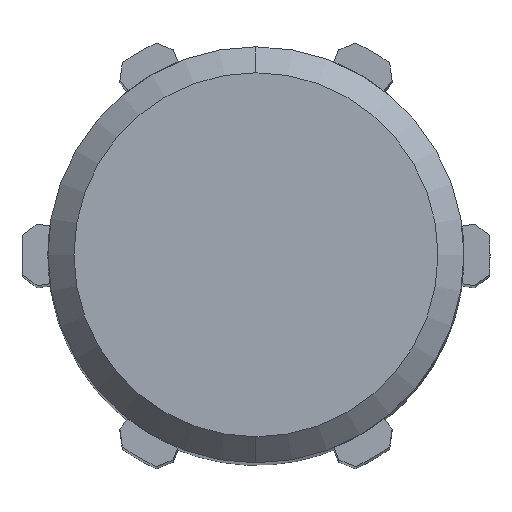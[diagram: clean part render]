
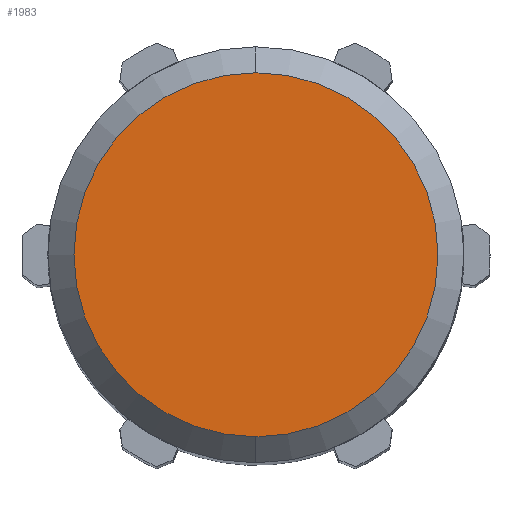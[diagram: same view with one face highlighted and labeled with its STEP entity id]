
A CAD part, top view. The second image highlights one B-rep face of the part: STEP entity #1983.
In plain terms, the highlighted planar face has unit normal (0, 0, 1).
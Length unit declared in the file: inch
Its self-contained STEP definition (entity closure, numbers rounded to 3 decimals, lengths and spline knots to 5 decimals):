
#31 = CIRCLE ( 'NONE', #800, 0.27559 ) ;
#296 = ORIENTED_EDGE ( 'NONE', *, *, #2391, .F. ) ;
#713 = VERTEX_POINT ( 'NONE', #2754 ) ;
#727 = DIRECTION ( 'NONE',  ( 0., 0., -1. ) ) ;
#800 = AXIS2_PLACEMENT_3D ( 'NONE', #2662, #727, #1600 ) ;
#917 = VERTEX_POINT ( 'NONE', #1343 ) ;
#930 = CARTESIAN_POINT ( 'NONE',  ( 0., 0., 2.24409 ) ) ;
#1054 = CIRCLE ( 'NONE', #1714, 0.27559 ) ;
#1105 = EDGE_LOOP ( 'NONE', ( #1534, #296 ) ) ;
#1153 = EDGE_CURVE ( 'NONE', #713, #917, #31, .T. ) ;
#1343 = CARTESIAN_POINT ( 'NONE',  ( 0., -0.27559, 2.24409 ) ) ;
#1534 = ORIENTED_EDGE ( 'NONE', *, *, #1153, .F. ) ;
#1600 = DIRECTION ( 'NONE',  ( 0., 1., 0. ) ) ;
#1702 = CARTESIAN_POINT ( 'NONE',  ( 0., 0., 2.24409 ) ) ;
#1714 = AXIS2_PLACEMENT_3D ( 'NONE', #1702, #2148, #2373 ) ;
#1897 = FACE_OUTER_BOUND ( 'NONE', #1105, .T. ) ;
#1983 = ADVANCED_FACE ( 'NONE', ( #1897 ), #2440, .T. ) ;
#2124 = AXIS2_PLACEMENT_3D ( 'NONE', #930, #2647, #2223 ) ;
#2148 = DIRECTION ( 'NONE',  ( 0., 0., -1. ) ) ;
#2223 = DIRECTION ( 'NONE',  ( 1., 0., 0. ) ) ;
#2373 = DIRECTION ( 'NONE',  ( 0., 1., 0. ) ) ;
#2391 = EDGE_CURVE ( 'NONE', #917, #713, #1054, .T. ) ;
#2440 = PLANE ( 'NONE',  #2124 ) ;
#2647 = DIRECTION ( 'NONE',  ( 0., 0., 1. ) ) ;
#2662 = CARTESIAN_POINT ( 'NONE',  ( 0., 0., 2.24409 ) ) ;
#2754 = CARTESIAN_POINT ( 'NONE',  ( 0., 0.27559, 2.24409 ) ) ;
